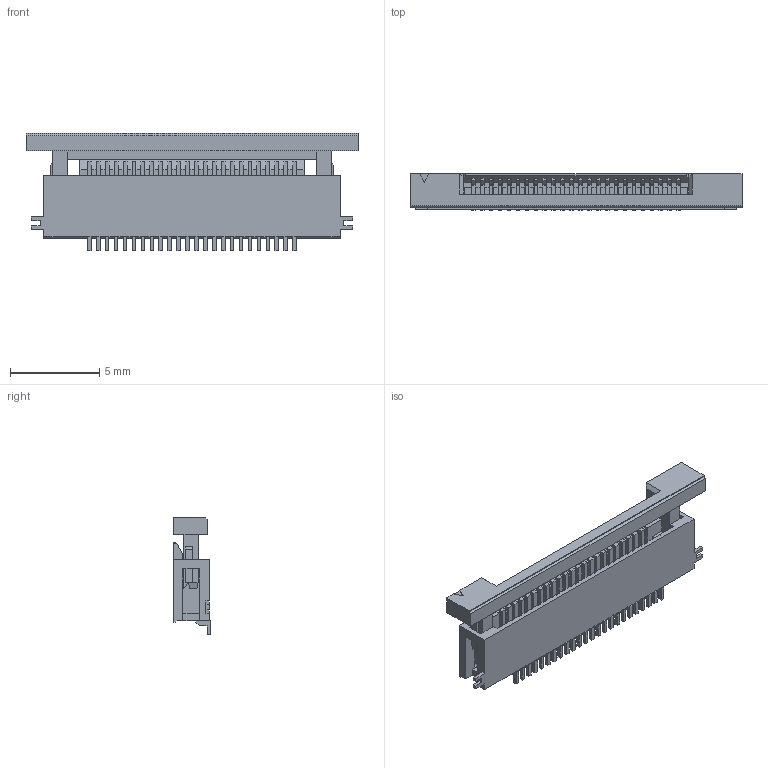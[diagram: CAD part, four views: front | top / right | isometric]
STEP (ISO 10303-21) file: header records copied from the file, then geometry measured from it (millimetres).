
FILE_DESCRIPTION((''),'2;1');
FILE_NAME('524352471','2013-09-11T',('me'),(''),'PRO/ENGINEER BY PARAMETRIC TECHNOLOGY CORPORATION, 2011490','PRO/ENGINEER BY PARAMETRIC TECHNOLOGY CORPORATION, 2011490','');
FILE_SCHEMA(('CONFIG_CONTROL_DESIGN'));
Length unit declared in the file: millimetre
Products named in the file (1): 524352471
Bounding box: 18.6 x 2.05 x 6.6 mm (x, y, z)
Volume: 101.8 mm3; surface area: 758.6 mm2
Topology: 1 solids, 1 shells, 835 faces, 2653 edges, 1766 vertices
Faces by surface type: plane 761, cylinder 74
Entity records: 28690 total; most frequent: CARTESIAN_POINT 5147, ORIENTED_EDGE 5090, DIRECTION 4475, EDGE_CURVE 2545, VECTOR 2503, LINE 2503, VERTEX_POINT 1658, AXIS2_PLACEMENT_3D 986
